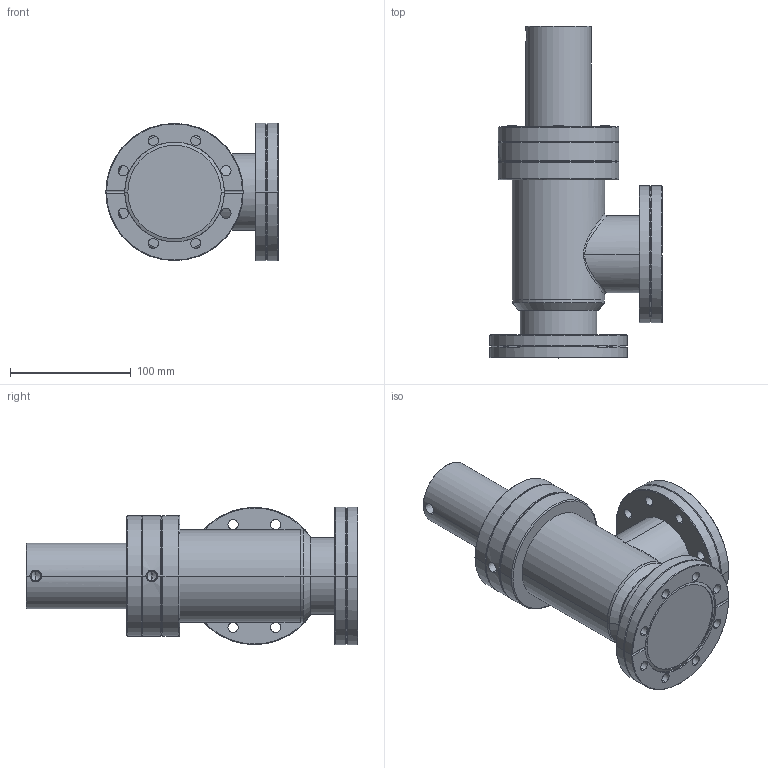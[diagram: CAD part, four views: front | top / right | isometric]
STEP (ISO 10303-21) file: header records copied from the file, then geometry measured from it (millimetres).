
FILE_DESCRIPTION (( 'STEP AP214' ), '1' );
FILE_NAME ('300115230016.STEP', '2021-05-04T01:27:07', ( 'admin' ), ( '' ), 'SwSTEP 2.0', 'SolidWorks 2018', '' );
FILE_SCHEMA (( 'AUTOMOTIVE_DESIGN' ));
Length unit declared in the file: millimetre
Products named in the file (1): 300115230016
Bounding box: 142.5 x 274.6 x 113.6 mm (x, y, z)
Volume: 1539894.6 mm3; surface area: 130232.6 mm2
Topology: 1 solids, 1 shells, 210 faces, 521 edges, 327 vertices
Faces by surface type: cylinder 88, cone 53, plane 51, bspline 14, torus 4
Entity records: 7790 total; most frequent: CARTESIAN_POINT 2691, DIRECTION 1074, ORIENTED_EDGE 1034, EDGE_CURVE 517, AXIS2_PLACEMENT_3D 420, VERTEX_POINT 327, EDGE_LOOP 260, LINE 234
